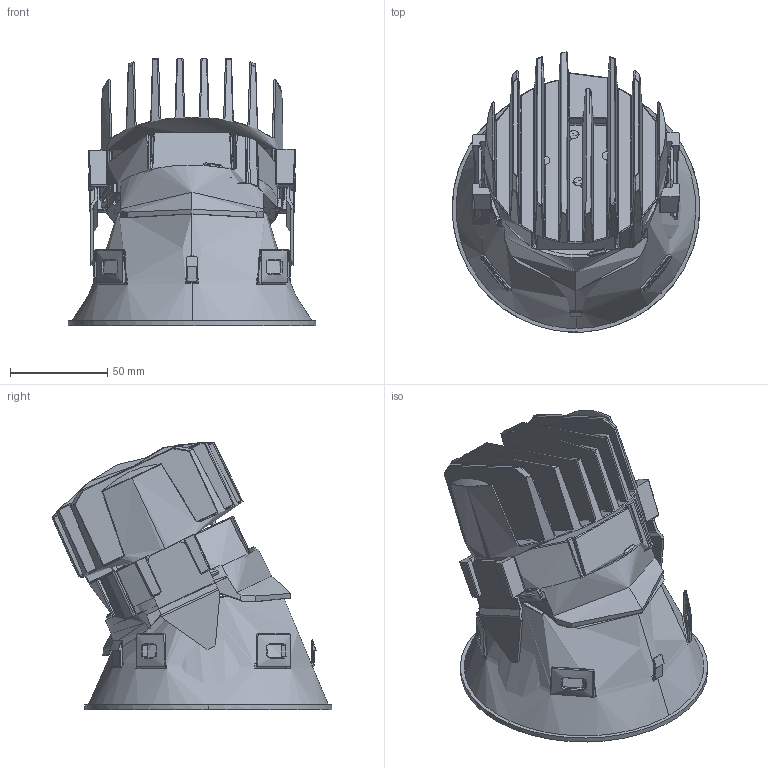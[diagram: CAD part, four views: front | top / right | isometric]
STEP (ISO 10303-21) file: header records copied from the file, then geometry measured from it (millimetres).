
FILE_DESCRIPTION(/* description */ (''),/* implementation_level */ '2;1');
FILE_NAME(/* name */ 'M261805_EVERYTHING 150 ROUND ADJ TRIMLESS',/* time_stamp */ '2018-04-09T17:03:53+02:00',/* author */ (''),/* organization */ (''),/* preprocessor_version */ 'ST-DEVELOPER v15',/* originating_system */ '',/* authorisation */ '');
FILE_SCHEMA (('CONFIG_CONTROL_DESIGN'));
Length unit declared in the file: metre
Products named in the file (1): Document
Bounding box: 127.2 x 143.84 x 137.59 mm (x, y, z)
Volume: 12541.7 mm3
Topology: 3 solids, 10 shells, 1440 faces, 3766 edges, 2131 vertices
Faces by surface type: bspline 1154, plane 286
Entity records: 76636 total; most frequent: CARTESIAN_POINT 57200, ORIENTED_EDGE 7115, EDGE_CURVE 3619, VERTEX_POINT 2135, EDGE_LOOP 1460, ADVANCED_FACE 1427, FACE_OUTER_BOUND 1427, B_SPLINE_CURVE_WITH_KNOTS 1252
